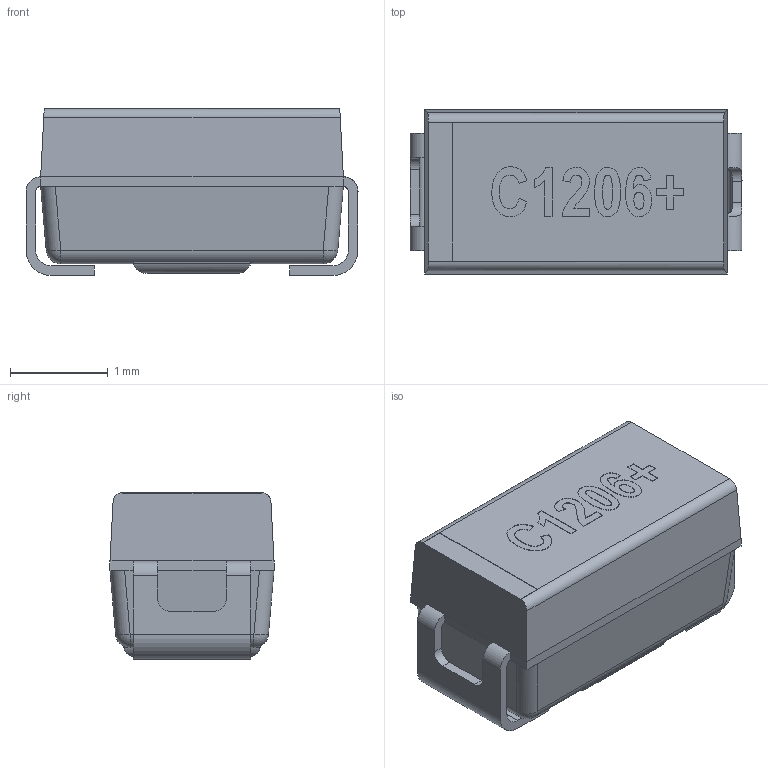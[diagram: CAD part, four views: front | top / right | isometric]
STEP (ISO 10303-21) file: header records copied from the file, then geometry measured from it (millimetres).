
FILE_DESCRIPTION (( 'STEP AP214' ), '1' );
FILE_NAME ('C1206+.STEP', '2019-05-10T10:42:19', ( '' ), ( '' ), 'SwSTEP 2.0', 'SolidWorks 2018', '' );
FILE_SCHEMA (( 'AUTOMOTIVE_DESIGN' ));
Length unit declared in the file: millimetre
Products named in the file (1): C1206+
Bounding box: 3.4 x 1.68 x 1.71 mm (x, y, z)
Volume: 8.6 mm3; surface area: 35.6 mm2
Topology: 2 solids, 2 shells, 163 faces, 417 edges, 262 vertices
Faces by surface type: plane 87, bspline 42, cylinder 30, sphere 4
Entity records: 9002 total; most frequent: CARTESIAN_POINT 3540, ORIENTED_EDGE 834, DIRECTION 597, EDGE_CURVE 417, LINE 273, VECTOR 273, VERTEX_POINT 262, EDGE_LOOP 171
